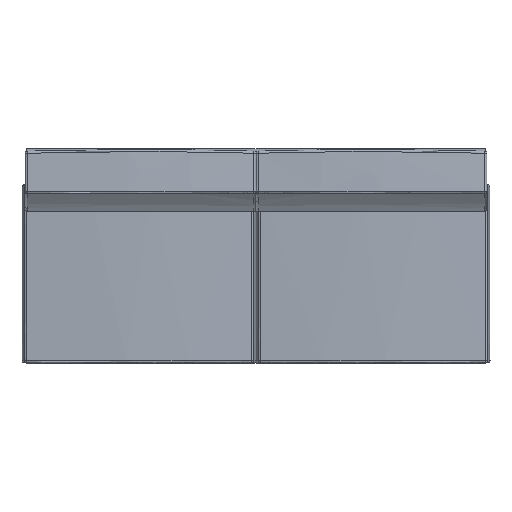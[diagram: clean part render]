
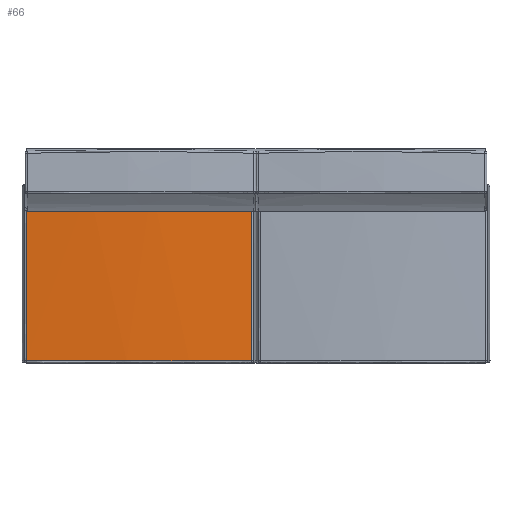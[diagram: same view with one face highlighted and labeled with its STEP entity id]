
A CAD part, top view. The second image highlights one B-rep face of the part: STEP entity #66.
In plain terms, the highlighted free-form (B-spline) face has degree [1, 2] with [2, 3] control points.
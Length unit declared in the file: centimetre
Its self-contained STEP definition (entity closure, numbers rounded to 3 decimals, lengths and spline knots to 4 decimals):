
#66=ADVANCED_FACE($,(#214),#1578,.T.);
#214=FACE_OUTER_BOUND($,#362,.T.);
#362=EDGE_LOOP($,(#624,#625,#626,#627));
#624=ORIENTED_EDGE($,*,*,#1143,.T.);
#625=ORIENTED_EDGE($,*,*,#1144,.F.);
#626=ORIENTED_EDGE($,*,*,#1145,.T.);
#627=ORIENTED_EDGE($,*,*,#1146,.T.);
#1143=EDGE_CURVE($,#1406,#1407,#1783,.T.);
#1144=EDGE_CURVE($,#1408,#1407,#1784,.T.);
#1145=EDGE_CURVE($,#1408,#1409,#1785,.T.);
#1146=EDGE_CURVE($,#1409,#1406,#1786,.T.);
#1406=VERTEX_POINT($,#3532);
#1407=VERTEX_POINT($,#3533);
#1408=VERTEX_POINT($,#3534);
#1409=VERTEX_POINT($,#3535);
#1578=(
BOUNDED_SURFACE()
B_SPLINE_SURFACE(1,2,((#3182,#3183,#3184),(#3185,#3186,#3187)),.UNSPECIFIED.,
.F.,.F.,.F.)
B_SPLINE_SURFACE_WITH_KNOTS((2,2),(3,3),(1.0136,80.9864),
(-145.9708,-62.6607),.UNSPECIFIED.)
GEOMETRIC_REPRESENTATION_ITEM()
RATIONAL_B_SPLINE_SURFACE(((1.,0.996,1.),
(1.,0.996,1.)))
REPRESENTATION_ITEM($)
SURFACE()
);
#1783=(
BOUNDED_CURVE()
B_SPLINE_CURVE(3,(#3030,#3031,#3032,#3033,#3034),.UNSPECIFIED.,.F.,.F.)
B_SPLINE_CURVE_WITH_KNOTS((4,1,4),(0.6795,49.1779,100.8531),
.UNSPECIFIED.)
CURVE()
GEOMETRIC_REPRESENTATION_ITEM()
RATIONAL_B_SPLINE_CURVE((1.,1.,1.,1.,1.))
REPRESENTATION_ITEM($)
);
#1784=(
BOUNDED_CURVE()
B_SPLINE_CURVE(3,(#3035,#3036,#3037,#3038),.UNSPECIFIED.,.F.,.F.)
B_SPLINE_CURVE_WITH_KNOTS((4,4),(1.,79.9),.UNSPECIFIED.)
CURVE()
GEOMETRIC_REPRESENTATION_ITEM()
RATIONAL_B_SPLINE_CURVE((1.,1.,1.,1.))
REPRESENTATION_ITEM($)
);
#1785=(
BOUNDED_CURVE()
B_SPLINE_CURVE(3,(#3039,#3040,#3041,#3042,#3043),.UNSPECIFIED.,.F.,.F.)
B_SPLINE_CURVE_WITH_KNOTS((4,1,4),(0.6795,49.1779,100.8531),
.UNSPECIFIED.)
CURVE()
GEOMETRIC_REPRESENTATION_ITEM()
RATIONAL_B_SPLINE_CURVE((1.,1.,1.,1.,1.))
REPRESENTATION_ITEM($)
);
#1786=(
BOUNDED_CURVE()
B_SPLINE_CURVE(3,(#3044,#3045,#3046,#3047),.UNSPECIFIED.,.F.,.F.)
B_SPLINE_CURVE_WITH_KNOTS((4,4),(1.,79.9),.UNSPECIFIED.)
CURVE()
GEOMETRIC_REPRESENTATION_ITEM()
RATIONAL_B_SPLINE_CURVE((1.,1.,1.,1.))
REPRESENTATION_ITEM($)
);
#3030=CARTESIAN_POINT($,(13052.5276,-2361.0822,23.0868));
#3031=CARTESIAN_POINT($,(13036.0683,-2361.0822,24.3437));
#3032=CARTESIAN_POINT($,(13001.9724,-2361.0822,25.6823));
#3033=CARTESIAN_POINT($,(12967.87,-2361.0822,24.426));
#3034=CARTESIAN_POINT($,(12950.3326,-2361.0822,23.0868));
#3035=CARTESIAN_POINT($,(12950.3326,-2439.9822,23.0868));
#3036=CARTESIAN_POINT($,(12950.3326,-2413.6822,23.0868));
#3037=CARTESIAN_POINT($,(12950.3326,-2387.3822,23.0868));
#3038=CARTESIAN_POINT($,(12950.3326,-2361.0822,23.0868));
#3039=CARTESIAN_POINT($,(12950.3326,-2439.9822,23.0868));
#3040=CARTESIAN_POINT($,(12966.7918,-2439.9822,24.3437));
#3041=CARTESIAN_POINT($,(13000.8878,-2439.9822,25.6823));
#3042=CARTESIAN_POINT($,(13034.9902,-2439.9822,24.426));
#3043=CARTESIAN_POINT($,(13052.5276,-2439.9822,23.0868));
#3044=CARTESIAN_POINT($,(13052.5276,-2439.9822,23.0868));
#3045=CARTESIAN_POINT($,(13052.5276,-2413.6822,23.0868));
#3046=CARTESIAN_POINT($,(13052.5276,-2387.3822,23.0868));
#3047=CARTESIAN_POINT($,(13052.5276,-2361.0822,23.0868));
#3182=CARTESIAN_POINT($,(13052.5276,-2439.9822,23.0868));
#3183=CARTESIAN_POINT($,(13001.4301,-2439.9822,26.989));
#3184=CARTESIAN_POINT($,(12950.3326,-2439.9822,23.0868));
#3185=CARTESIAN_POINT($,(13052.5276,-2361.0822,23.0868));
#3186=CARTESIAN_POINT($,(13001.4301,-2361.0822,26.989));
#3187=CARTESIAN_POINT($,(12950.3326,-2361.0822,23.0868));
#3532=CARTESIAN_POINT($,(13052.5276,-2361.0822,23.0868));
#3533=CARTESIAN_POINT($,(12950.3326,-2361.0822,23.0868));
#3534=CARTESIAN_POINT($,(12950.3326,-2439.9822,23.0868));
#3535=CARTESIAN_POINT($,(13052.5276,-2439.9822,23.0868));
